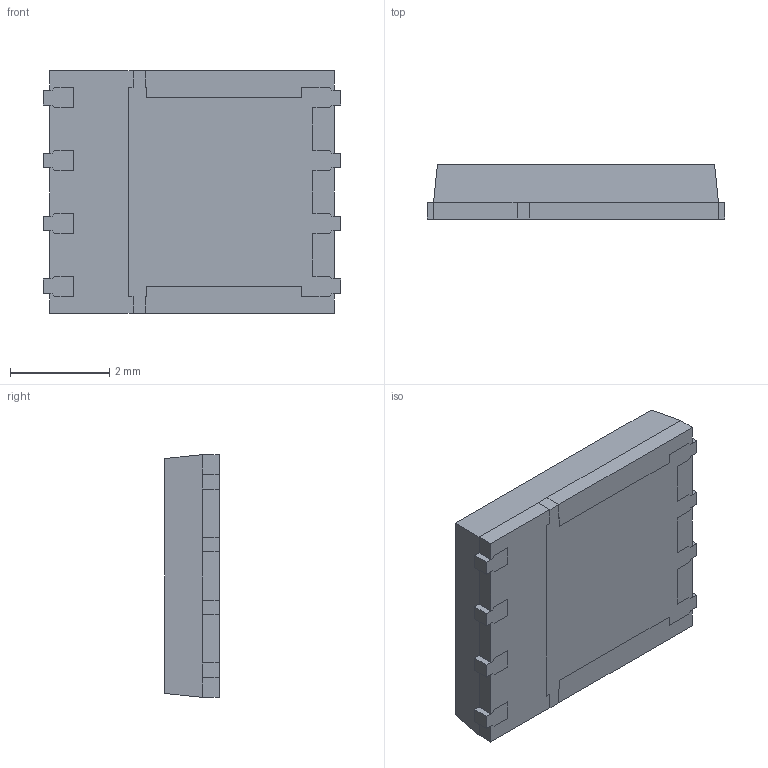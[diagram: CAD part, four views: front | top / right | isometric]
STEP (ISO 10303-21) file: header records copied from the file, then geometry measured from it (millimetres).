
FILE_DESCRIPTION (( 'STEP AP214' ), '1' );
FILE_NAME ('DQJ8.STEP', '2020-08-31T10:08:09', ( '' ), ( '' ), 'SwSTEP 2.0', 'SolidWorks 2017', '' );
FILE_SCHEMA (( 'AUTOMOTIVE_DESIGN' ));
Length unit declared in the file: millimetre
Products named in the file (1): DQJ8
Bounding box: 6 x 1.1 x 4.9 mm (x, y, z)
Volume: 30.5 mm3; surface area: 128.6 mm2
Topology: 6 solids, 6 shells, 190 faces, 510 edges, 332 vertices
Faces by surface type: plane 190
Entity records: 6961 total; most frequent: CARTESIAN_POINT 1033, ORIENTED_EDGE 1020, DIRECTION 892, LINE 510, VECTOR 510, EDGE_CURVE 510, VERTEX_POINT 332, AXIS2_PLACEMENT_3D 191
